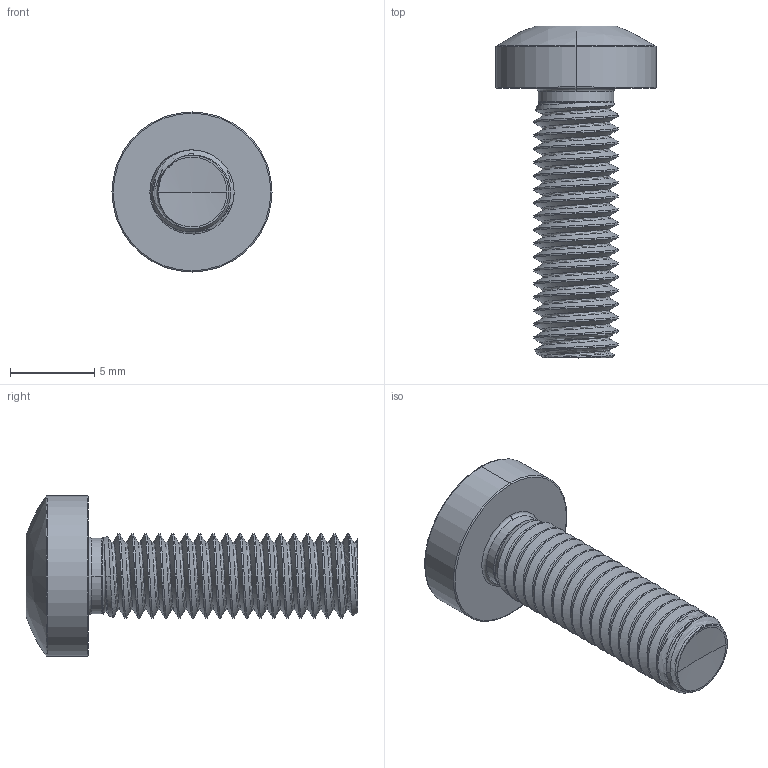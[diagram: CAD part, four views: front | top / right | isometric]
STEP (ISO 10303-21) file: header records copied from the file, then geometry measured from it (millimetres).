
FILE_DESCRIPTION (( 'STEP AP203' ), '1' );
FILE_NAME ('STM390500160.STEP', '2020-12-23T16:53:42', ( '' ), ( '' ), 'SwSTEP 2.0', 'SolidWorks 2015', '' );
FILE_SCHEMA (( 'CONFIG_CONTROL_DESIGN' ));
Length unit declared in the file: millimetre
Products named in the file (2): STM390500160
Bounding box: 9.5 x 19.7 x 9.5 mm (x, y, z)
Volume: 457.6 mm3; surface area: 617.6 mm2
Topology: 1 solids, 1 shells, 109 faces, 287 edges, 180 vertices
Faces by surface type: cylinder 59, bspline 18, torus 13, cone 12, sphere 4, plane 3
Entity records: 21380 total; most frequent: CARTESIAN_POINT 18946, ORIENTED_EDGE 570, DIRECTION 382, EDGE_CURVE 285, VERTEX_POINT 180, AXIS2_PLACEMENT_3D 157, EDGE_LOOP 111, ADVANCED_FACE 109
